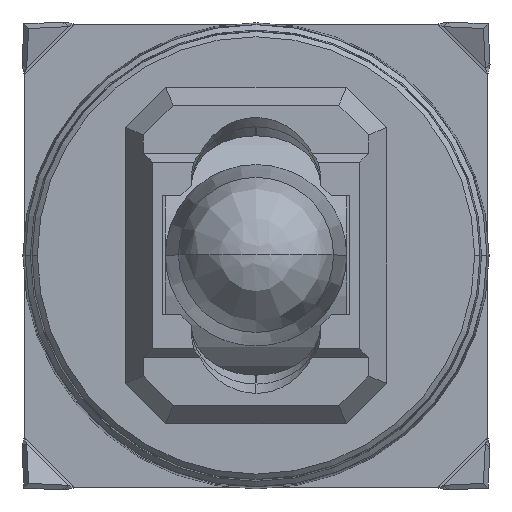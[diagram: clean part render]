
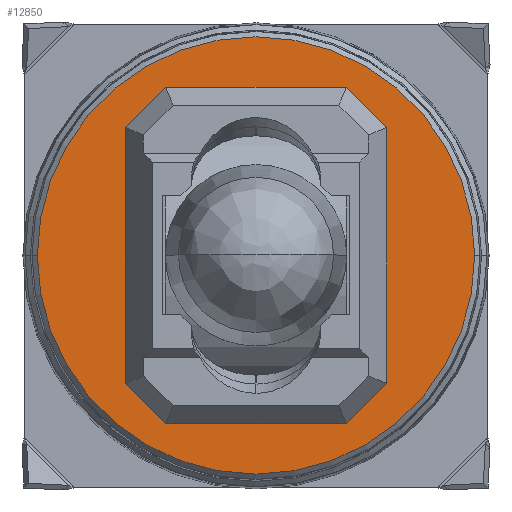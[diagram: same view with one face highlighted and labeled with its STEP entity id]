
A CAD part, top view. The second image highlights one B-rep face of the part: STEP entity #12850.
In plain terms, the highlighted planar face has unit normal (0, 0, 1).
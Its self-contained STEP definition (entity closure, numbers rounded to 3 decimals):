
#172 = CARTESIAN_POINT ( 'NONE',  ( -3.487, 6.493, 9.6 ) ) ;
#174 = CARTESIAN_POINT ( 'NONE',  ( 5.039, 4.941, 9.6 ) ) ;
#253 = EDGE_CURVE ( 'NONE', #524, #3761, #15754, .T. ) ;
#300 = VERTEX_POINT ( 'NONE', #6657 ) ;
#467 = EDGE_CURVE ( 'NONE', #8146, #9377, #10461, .T. ) ;
#524 = VERTEX_POINT ( 'NONE', #7964 ) ;
#690 = ORIENTED_EDGE ( 'NONE', *, *, #16915, .T. ) ;
#834 = DIRECTION ( 'NONE',  ( 1., 0., 0. ) ) ;
#1028 = EDGE_CURVE ( 'NONE', #9165, #300, #5375, .T. ) ;
#1197 = VECTOR ( 'NONE', #2094, 1000. ) ;
#1329 = VERTEX_POINT ( 'NONE', #13015 ) ;
#1518 = VECTOR ( 'NONE', #13604, 1000. ) ;
#1726 = ORIENTED_EDGE ( 'NONE', *, *, #5089, .T. ) ;
#1847 = LINE ( 'NONE', #7072, #14640 ) ;
#1991 = ORIENTED_EDGE ( 'NONE', *, *, #15653, .T. ) ;
#2047 = DIRECTION ( 'NONE',  ( -1., 0., 0. ) ) ;
#2094 = DIRECTION ( 'NONE',  ( 0., -1., 0. ) ) ;
#2131 = PLANE ( 'NONE',  #6610 ) ;
#2176 = CARTESIAN_POINT ( 'NONE',  ( -3.487, -6.493, 9.6 ) ) ;
#2910 = EDGE_LOOP ( 'NONE', ( #12952, #1991, #16078, #4715, #7547, #690, #10988, #4742 ) ) ;
#3131 = LINE ( 'NONE', #8288, #1518 ) ;
#3206 = CARTESIAN_POINT ( 'NONE',  ( 0., 0., 9.6 ) ) ;
#3285 = ORIENTED_EDGE ( 'NONE', *, *, #1028, .T. ) ;
#3434 = CARTESIAN_POINT ( 'NONE',  ( 3.487, 6.493, 9.6 ) ) ;
#3455 = VECTOR ( 'NONE', #8583, 1000. ) ;
#3761 = VERTEX_POINT ( 'NONE', #9375 ) ;
#3978 = DIRECTION ( 'NONE',  ( 0., 1., 0. ) ) ;
#4023 = CARTESIAN_POINT ( 'NONE',  ( 0., -6.493, 9.6 ) ) ;
#4239 = VECTOR ( 'NONE', #3978, 1000. ) ;
#4715 = ORIENTED_EDGE ( 'NONE', *, *, #5387, .T. ) ;
#4742 = ORIENTED_EDGE ( 'NONE', *, *, #16786, .T. ) ;
#5089 = EDGE_CURVE ( 'NONE', #300, #9165, #13525, .T. ) ;
#5205 = VERTEX_POINT ( 'NONE', #172 ) ;
#5276 = LINE ( 'NONE', #10477, #13270 ) ;
#5375 = CIRCLE ( 'NONE', #12790, 8.443 ) ;
#5387 = EDGE_CURVE ( 'NONE', #3761, #1329, #13953, .T. ) ;
#5506 = EDGE_CURVE ( 'NONE', #5205, #10116, #5276, .T. ) ;
#6119 = AXIS2_PLACEMENT_3D ( 'NONE', #3206, #8356, #13659 ) ;
#6132 = VECTOR ( 'NONE', #7413, 1000. ) ;
#6610 = AXIS2_PLACEMENT_3D ( 'NONE', #7366, #12626, #834 ) ;
#6657 = CARTESIAN_POINT ( 'NONE',  ( -8.443, 0., 9.6 ) ) ;
#7072 = CARTESIAN_POINT ( 'NONE',  ( 5.039, -4.941, 9.6 ) ) ;
#7366 = CARTESIAN_POINT ( 'NONE',  ( -8.544, -8.544, 9.6 ) ) ;
#7413 = DIRECTION ( 'NONE',  ( -0.707, 0.707, 0. ) ) ;
#7547 = ORIENTED_EDGE ( 'NONE', *, *, #15735, .F. ) ;
#7964 = CARTESIAN_POINT ( 'NONE',  ( 3.487, -6.493, 9.6 ) ) ;
#8146 = VERTEX_POINT ( 'NONE', #15333 ) ;
#8288 = CARTESIAN_POINT ( 'NONE',  ( -5.039, 4.941, 9.6 ) ) ;
#8356 = DIRECTION ( 'NONE',  ( 0., 0., 1. ) ) ;
#8360 = CARTESIAN_POINT ( 'NONE',  ( 3.487, 6.493, 9.6 ) ) ;
#8503 = CARTESIAN_POINT ( 'NONE',  ( 0., 0., 9.6 ) ) ;
#8552 = LINE ( 'NONE', #13867, #1197 ) ;
#8583 = DIRECTION ( 'NONE',  ( 0.707, -0.707, 0. ) ) ;
#8601 = FACE_BOUND ( 'NONE', #2910, .T. ) ;
#9165 = VERTEX_POINT ( 'NONE', #10426 ) ;
#9174 = DIRECTION ( 'NONE',  ( -1., 0., 0. ) ) ;
#9375 = CARTESIAN_POINT ( 'NONE',  ( -3.487, -6.493, 9.6 ) ) ;
#9377 = VERTEX_POINT ( 'NONE', #174 ) ;
#10116 = VERTEX_POINT ( 'NONE', #8360 ) ;
#10426 = CARTESIAN_POINT ( 'NONE',  ( 8.443, 0., 9.6 ) ) ;
#10461 = LINE ( 'NONE', #15706, #4239 ) ;
#10477 = CARTESIAN_POINT ( 'NONE',  ( 0., 6.493, 9.6 ) ) ;
#10988 = ORIENTED_EDGE ( 'NONE', *, *, #5506, .T. ) ;
#12185 = VERTEX_POINT ( 'NONE', #14487 ) ;
#12336 = DIRECTION ( 'NONE',  ( -0.707, -0.707, 0. ) ) ;
#12626 = DIRECTION ( 'NONE',  ( 0., 0., 1. ) ) ;
#12790 = AXIS2_PLACEMENT_3D ( 'NONE', #8503, #13816, #2047 ) ;
#12850 = ADVANCED_FACE ( 'NONE', ( #8601, #13907 ), #2131, .T. ) ;
#12952 = ORIENTED_EDGE ( 'NONE', *, *, #467, .F. ) ;
#13015 = CARTESIAN_POINT ( 'NONE',  ( -5.039, -4.941, 9.6 ) ) ;
#13270 = VECTOR ( 'NONE', #15723, 1000. ) ;
#13525 = CIRCLE ( 'NONE', #6119, 8.443 ) ;
#13604 = DIRECTION ( 'NONE',  ( 0.707, 0.707, 0. ) ) ;
#13659 = DIRECTION ( 'NONE',  ( -1., 0., 0. ) ) ;
#13816 = DIRECTION ( 'NONE',  ( 0., 0., 1. ) ) ;
#13867 = CARTESIAN_POINT ( 'NONE',  ( -5.039, 0., 9.6 ) ) ;
#13907 = FACE_OUTER_BOUND ( 'NONE', #14739, .T. ) ;
#13953 = LINE ( 'NONE', #2176, #6132 ) ;
#14487 = CARTESIAN_POINT ( 'NONE',  ( -5.039, 4.941, 9.6 ) ) ;
#14640 = VECTOR ( 'NONE', #12336, 1000. ) ;
#14739 = EDGE_LOOP ( 'NONE', ( #1726, #3285 ) ) ;
#15162 = LINE ( 'NONE', #3434, #3455 ) ;
#15333 = CARTESIAN_POINT ( 'NONE',  ( 5.039, -4.941, 9.6 ) ) ;
#15653 = EDGE_CURVE ( 'NONE', #8146, #524, #1847, .T. ) ;
#15706 = CARTESIAN_POINT ( 'NONE',  ( 5.039, 0., 9.6 ) ) ;
#15723 = DIRECTION ( 'NONE',  ( 1., 0., 0. ) ) ;
#15735 = EDGE_CURVE ( 'NONE', #12185, #1329, #8552, .T. ) ;
#15754 = LINE ( 'NONE', #4023, #16011 ) ;
#16011 = VECTOR ( 'NONE', #9174, 1000. ) ;
#16078 = ORIENTED_EDGE ( 'NONE', *, *, #253, .T. ) ;
#16786 = EDGE_CURVE ( 'NONE', #10116, #9377, #15162, .T. ) ;
#16915 = EDGE_CURVE ( 'NONE', #12185, #5205, #3131, .T. ) ;
